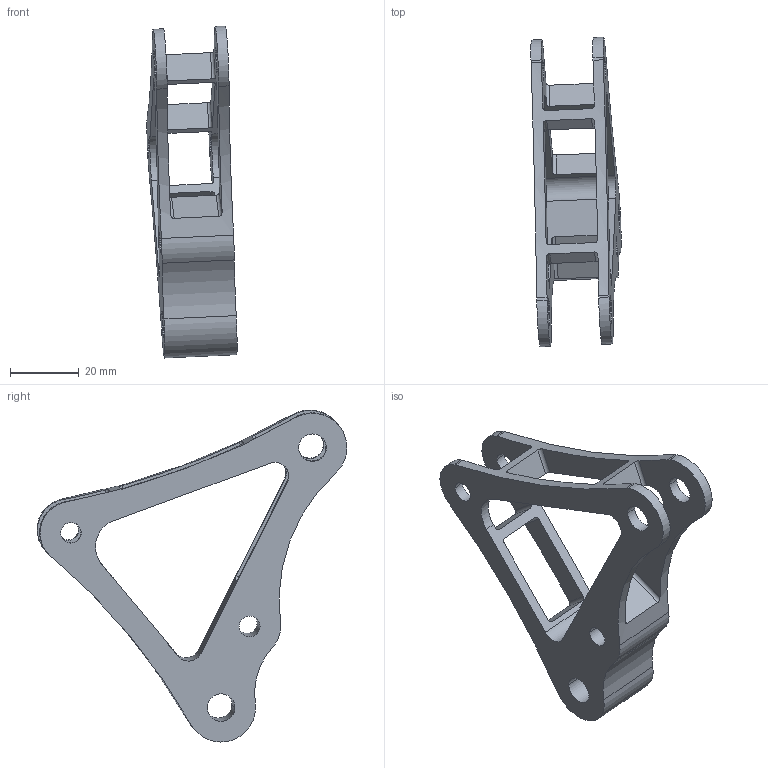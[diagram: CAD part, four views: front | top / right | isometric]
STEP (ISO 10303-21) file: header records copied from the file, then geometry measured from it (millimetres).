
FILE_DESCRIPTION(('CATIA V5 STEP Exchange'),'2;1');
FILE_NAME('FSAE_SU_70402 - Bellcrank.stp','2020-04-09T20:26:01+00:00',('none'),('none'),'CATIA Version 5-6 Release 2016','CATIA V5 STEP AP203','none');
FILE_SCHEMA(('CONFIG_CONTROL_DESIGN'));
Length unit declared in the file: millimetre
Products named in the file (1): FSAE_SU_70402
Bounding box: 26.19 x 89.95 x 96.36 mm (x, y, z)
Volume: 27296.8 mm3; surface area: 14526 mm2
Topology: 1 solids, 1 shells, 71 faces, 219 edges, 146 vertices
Faces by surface type: cylinder 43, plane 28
Entity records: 2397 total; most frequent: CARTESIAN_POINT 480, ORIENTED_EDGE 438, DIRECTION 299, EDGE_CURVE 219, VERTEX_POINT 146, AXIS2_PLACEMENT_3D 131, VECTOR 121, LINE 121
